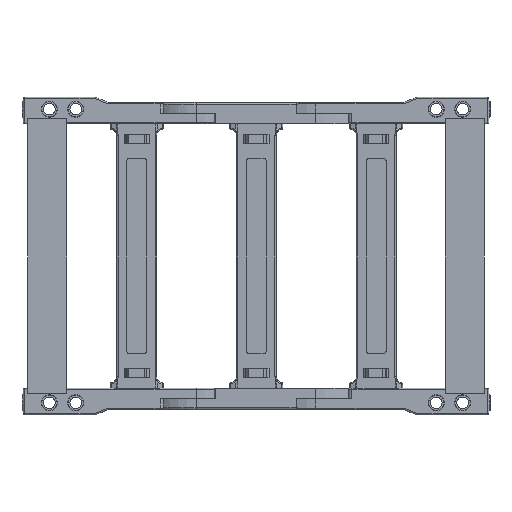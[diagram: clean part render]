
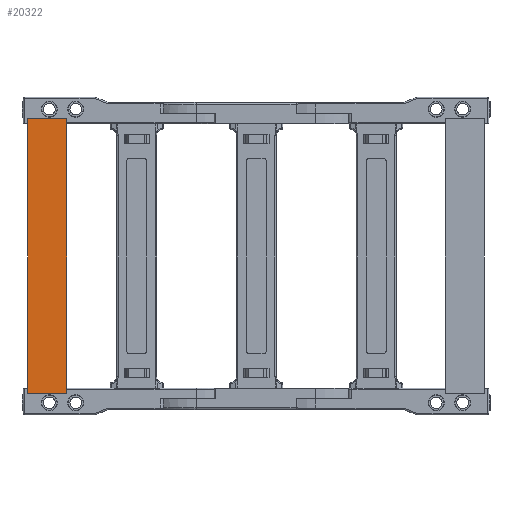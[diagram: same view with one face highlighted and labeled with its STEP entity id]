
A CAD part, front view. The second image highlights one B-rep face of the part: STEP entity #20322.
In plain terms, the highlighted planar face has unit normal (0, -1, 0).
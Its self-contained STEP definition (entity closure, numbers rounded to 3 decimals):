
#3179 = LINE ( 'NONE', #45098, #117696 ) ;
#4049 = ORIENTED_EDGE ( 'NONE', *, *, #16874, .F. ) ;
#4104 = DIRECTION ( 'NONE',  ( 1., 0., 0. ) ) ;
#5113 = LINE ( 'NONE', #83147, #122888 ) ;
#11039 = FACE_OUTER_BOUND ( 'NONE', #110074, .T. ) ;
#12798 = CARTESIAN_POINT ( 'NONE',  ( -171.252, -40.916, -179.535 ) ) ;
#15294 = EDGE_CURVE ( 'NONE', #110374, #120997, #5113, .T. ) ;
#16683 = PLANE ( 'NONE',  #90819 ) ;
#16874 = EDGE_CURVE ( 'NONE', #107161, #82563, #3179, .T. ) ;
#20322 = ADVANCED_FACE ( 'NONE', ( #11039 ), #16683, .T. ) ;
#21888 = ORIENTED_EDGE ( 'NONE', *, *, #65482, .F. ) ;
#25361 = CARTESIAN_POINT ( 'NONE',  ( -171.252, -40.916, 29.365 ) ) ;
#27062 = CARTESIAN_POINT ( 'NONE',  ( -171.252, -40.916, 29.365 ) ) ;
#31864 = EDGE_CURVE ( 'NONE', #107161, #110374, #44377, .T. ) ;
#32834 = CARTESIAN_POINT ( 'NONE',  ( -141.552, -40.916, 29.365 ) ) ;
#39796 = CARTESIAN_POINT ( 'NONE',  ( -141.552, -40.916, -179.535 ) ) ;
#44377 = LINE ( 'NONE', #25361, #92780 ) ;
#45098 = CARTESIAN_POINT ( 'NONE',  ( -171.252, -40.916, 29.365 ) ) ;
#60371 = ORIENTED_EDGE ( 'NONE', *, *, #31864, .T. ) ;
#65482 = EDGE_CURVE ( 'NONE', #82563, #120997, #111004, .T. ) ;
#80240 = DIRECTION ( 'NONE',  ( 0., -1., 0. ) ) ;
#82563 = VERTEX_POINT ( 'NONE', #99564 ) ;
#83147 = CARTESIAN_POINT ( 'NONE',  ( -171.252, -40.916, -179.535 ) ) ;
#84031 = DIRECTION ( 'NONE',  ( 1., 0., 0. ) ) ;
#89277 = ORIENTED_EDGE ( 'NONE', *, *, #15294, .T. ) ;
#90819 = AXIS2_PLACEMENT_3D ( 'NONE', #27062, #80240, #131740 ) ;
#91815 = CARTESIAN_POINT ( 'NONE',  ( -171.252, -40.916, 29.365 ) ) ;
#92780 = VECTOR ( 'NONE', #117870, 1000. ) ;
#99564 = CARTESIAN_POINT ( 'NONE',  ( -141.552, -40.916, 29.365 ) ) ;
#107161 = VERTEX_POINT ( 'NONE', #91815 ) ;
#107790 = VECTOR ( 'NONE', #115901, 1000. ) ;
#110074 = EDGE_LOOP ( 'NONE', ( #60371, #89277, #21888, #4049 ) ) ;
#110374 = VERTEX_POINT ( 'NONE', #12798 ) ;
#111004 = LINE ( 'NONE', #32834, #107790 ) ;
#115901 = DIRECTION ( 'NONE',  ( 0., 0., -1. ) ) ;
#117696 = VECTOR ( 'NONE', #4104, 1000. ) ;
#117870 = DIRECTION ( 'NONE',  ( 0., 0., -1. ) ) ;
#120997 = VERTEX_POINT ( 'NONE', #39796 ) ;
#122888 = VECTOR ( 'NONE', #84031, 1000. ) ;
#131740 = DIRECTION ( 'NONE',  ( -1., 0., 0. ) ) ;
